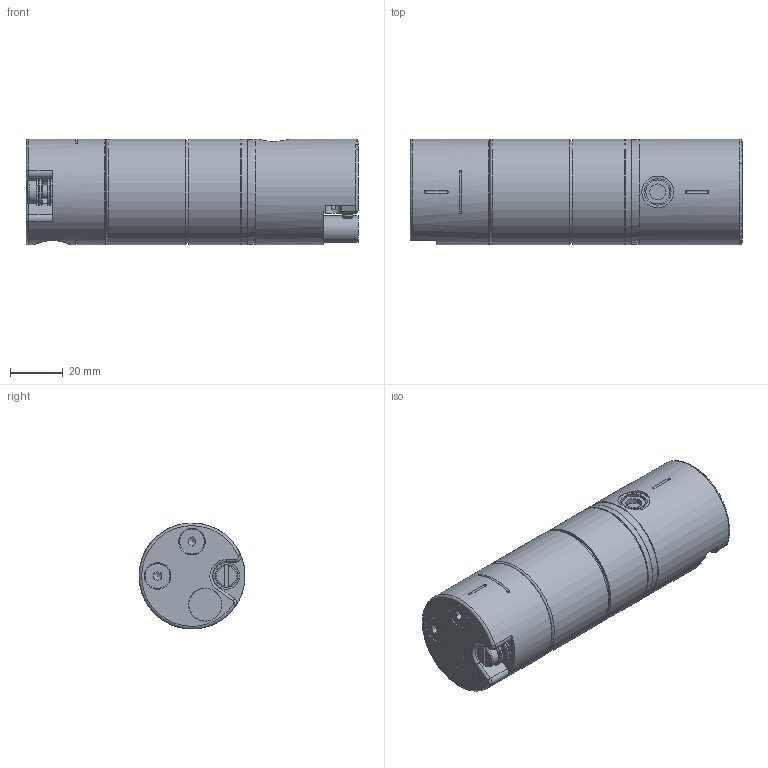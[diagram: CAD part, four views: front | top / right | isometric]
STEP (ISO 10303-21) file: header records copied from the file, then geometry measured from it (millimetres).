
FILE_DESCRIPTION((''),'2;1');
FILE_NAME('mcbi40c05x45w','2017-07-13T10:17:40+02:00',(''),(''),'Schott Systeme STEP Preprocessor 3.60.20.0603','Pictures by PC 3.X','');
FILE_SCHEMA(('CONFIG_CONTROL_DESIGN'));
Length unit declared in the file: millimetre
Products named in the file (1): MCBI40C-0.5x4.5W
Bounding box: 125.31 x 40 x 40 mm (x, y, z)
Volume: 147633.2 mm3; surface area: 22675.7 mm2
Topology: 1 solids, 1 shells, 279 faces, 692 edges, 439 vertices
Faces by surface type: plane 123, cylinder 102, torus 21, cone 17, sphere 14, bspline 2
Full cylindrical faces by diameter (mm): 1.45 x2, 1.5 x2, 1.55 x2, 3.8 x2, 4 x3, 5 x7, 6 x1, 8.5 x1, 9 x1, 9.4 x2, 10 x5, 10.01 x1, 12 x1, 12.4 x1, 12.5 x2, 37.975 x1, 39.4 x1, 39.975 x1, 40 x4
Entity records: 7115 total; most frequent: CARTESIAN_POINT 2175, ORIENTED_EDGE 1140, VERTEX_POINT 573, EDGE_CURVE 570, FACE_BOUND 383, EDGE_LOOP 380, AXIS2_PLACEMENT_3D 372, ADVANCED_FACE 278
